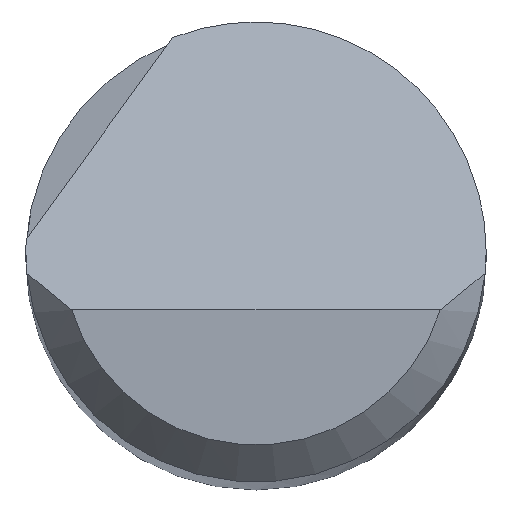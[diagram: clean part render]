
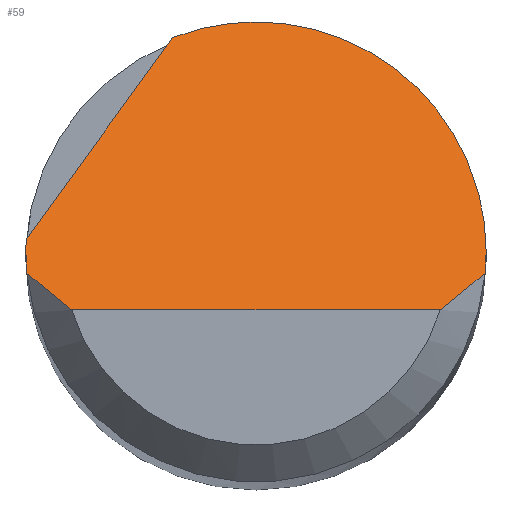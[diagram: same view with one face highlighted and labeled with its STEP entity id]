
A CAD part, top view. The second image highlights one B-rep face of the part: STEP entity #59.
In plain terms, the highlighted planar face has unit normal (0, 0.707, 0.707).
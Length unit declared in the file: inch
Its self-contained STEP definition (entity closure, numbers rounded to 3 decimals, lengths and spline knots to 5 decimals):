
#1 = DIRECTION ( 'NONE',  ( -0.456, -0.629, 0.629 ) ) ;
#4 = ORIENTED_EDGE ( 'NONE', *, *, #198, .F. ) ;
#23 = CARTESIAN_POINT ( 'NONE',  ( 0.09361, -0.00584, 1.98209 ) ) ;
#24 = CARTESIAN_POINT ( 'NONE',  ( -0.08761, -0.01397, 1.99022 ) ) ;
#28 = CARTESIAN_POINT ( 'NONE',  ( 0.09375, 0., 1.97625 ) ) ;
#32 = VERTEX_POINT ( 'NONE', #81 ) ;
#36 = EDGE_LOOP ( 'NONE', ( #252, #185, #238, #120, #287, #323, #4, #350 ) ) ;
#38 = LINE ( 'NONE', #179, #313 ) ;
#43 = DIRECTION ( 'NONE',  ( 0., 0.707, -0.707 ) ) ;
#51 = CARTESIAN_POINT ( 'NONE',  ( -0.09371, 0.00333, 1.97292 ) ) ;
#59 = ADVANCED_FACE ( 'NONE', ( #324 ), #111, .F. ) ;
#64 = CARTESIAN_POINT ( 'NONE',  ( -0.07508, -0.02375, 2. ) ) ;
#77 = CARTESIAN_POINT ( 'NONE',  ( 0.03379, 0.11369, 1.86256 ) ) ;
#79 = CARTESIAN_POINT ( 'NONE',  ( -0.09375, 0., 1.97625 ) ) ;
#80 = CARTESIAN_POINT ( 'NONE',  ( 0.08761, -0.01397, 1.99022 ) ) ;
#81 = CARTESIAN_POINT ( 'NONE',  ( -0.03394, 0.08739, 1.88886 ) ) ;
#92 = CARTESIAN_POINT ( 'NONE',  ( -0.09375, 0., 1.97625 ) ) ;
#101 = CARTESIAN_POINT ( 'NONE',  ( 0.09375, 0.07266, 1.90359 ) ) ;
#105 = DIRECTION ( 'NONE',  ( 1., 0., 0. ) ) ;
#106 = VERTEX_POINT ( 'NONE', #128 ) ;
#111 = PLANE ( 'NONE',  #268 ) ;
#120 = ORIENTED_EDGE ( 'NONE', *, *, #222, .F. ) ;
#128 = CARTESIAN_POINT ( 'NONE',  ( -0.09334, -0.00875, 1.985 ) ) ;
#135 = EDGE_CURVE ( 'NONE', #354, #325, #150, .T. ) ;
#136 = CARTESIAN_POINT ( 'NONE',  ( 0.09334, -0.00875, 1.985 ) ) ;
#150 =( BOUNDED_CURVE ( )  B_SPLINE_CURVE ( 3, ( #328, #265, #23, #335 ),
 .UNSPECIFIED., .F., .T. ) 
 B_SPLINE_CURVE_WITH_KNOTS ( ( 4, 4 ),
 ( 1.5708, 1.66427 ),
 .UNSPECIFIED. ) 
 CURVE ( )  GEOMETRIC_REPRESENTATION_ITEM ( )  RATIONAL_B_SPLINE_CURVE ( ( 1., 0.999, 0.999, 1. ) ) 
 REPRESENTATION_ITEM ( '' )  );
#151 = B_SPLINE_CURVE_WITH_KNOTS ( 'NONE', 3,
 ( #295, #398, #80, #405 ),
 .UNSPECIFIED., .F., .F.,
 ( 4, 4 ),
 ( 0., 0.00071 ),
 .UNSPECIFIED. ) ;
#157 = CARTESIAN_POINT ( 'NONE',  ( -0.07508, -0.02375, 2. ) ) ;
#159 = EDGE_CURVE ( 'NONE', #106, #289, #162, .T. ) ;
#160 = CARTESIAN_POINT ( 'NONE',  ( -0.09375, 0., 1.97625 ) ) ;
#162 = B_SPLINE_CURVE_WITH_KNOTS ( 'NONE', 3,
 ( #437, #24, #196, #157 ),
 .UNSPECIFIED., .F., .F.,
 ( 4, 4 ),
 ( 0., 0.00071 ),
 .UNSPECIFIED. ) ;
#175 = CARTESIAN_POINT ( 'NONE',  ( 0.09375, 0., 1.97625 ) ) ;
#179 = CARTESIAN_POINT ( 'NONE',  ( -0.11014, -0.01781, 1.99406 ) ) ;
#181 =( BOUNDED_CURVE ( )  B_SPLINE_CURVE ( 3, ( #394, #77, #101, #175 ),
 .UNSPECIFIED., .F., .T. ) 
 B_SPLINE_CURVE_WITH_KNOTS ( ( 4, 4 ),
 ( 5.91277, 7.85398 ),
 .UNSPECIFIED. ) 
 CURVE ( )  GEOMETRIC_REPRESENTATION_ITEM ( )  RATIONAL_B_SPLINE_CURVE ( ( 1., 0.71, 0.71, 1. ) ) 
 REPRESENTATION_ITEM ( '' )  );
#185 = ORIENTED_EDGE ( 'NONE', *, *, #424, .T. ) ;
#195 = CARTESIAN_POINT ( 'NONE',  ( -0.09375, 0.00167, 1.97458 ) ) ;
#196 = CARTESIAN_POINT ( 'NONE',  ( -0.08157, -0.019, 1.99525 ) ) ;
#198 = EDGE_CURVE ( 'NONE', #106, #218, #396, .T. ) ;
#202 = CARTESIAN_POINT ( 'NONE',  ( 0.07508, -0.02375, 2. ) ) ;
#216 = CARTESIAN_POINT ( 'NONE',  ( -0.09375, -0.02375, 2. ) ) ;
#217 = VERTEX_POINT ( 'NONE', #369 ) ;
#218 = VERTEX_POINT ( 'NONE', #92 ) ;
#222 = EDGE_CURVE ( 'NONE', #32, #354, #181, .T. ) ;
#238 = ORIENTED_EDGE ( 'NONE', *, *, #135, .F. ) ;
#250 = EDGE_CURVE ( 'NONE', #289, #361, #343, .T. ) ;
#252 = ORIENTED_EDGE ( 'NONE', *, *, #250, .T. ) ;
#258 = CARTESIAN_POINT ( 'NONE',  ( -0.09375, -0.00292, 1.97917 ) ) ;
#265 = CARTESIAN_POINT ( 'NONE',  ( 0.09375, -0.00292, 1.97917 ) ) ;
#268 = AXIS2_PLACEMENT_3D ( 'NONE', #216, #360, #43 ) ;
#272 = CARTESIAN_POINT ( 'NONE',  ( -0.09361, -0.00584, 1.98209 ) ) ;
#286 =( BOUNDED_CURVE ( )  B_SPLINE_CURVE ( 3, ( #160, #195, #51, #337 ),
 .UNSPECIFIED., .F., .F. ) 
 B_SPLINE_CURVE_WITH_KNOTS ( ( 4, 4 ),
 ( 4.71239, 4.76575 ),
 .UNSPECIFIED. ) 
 CURVE ( )  GEOMETRIC_REPRESENTATION_ITEM ( )  RATIONAL_B_SPLINE_CURVE ( ( 1., 1., 1., 1. ) ) 
 REPRESENTATION_ITEM ( '' )  );
#287 = ORIENTED_EDGE ( 'NONE', *, *, #308, .T. ) ;
#289 = VERTEX_POINT ( 'NONE', #64 ) ;
#295 = CARTESIAN_POINT ( 'NONE',  ( 0.07508, -0.02375, 2. ) ) ;
#308 = EDGE_CURVE ( 'NONE', #32, #217, #38, .T. ) ;
#313 = VECTOR ( 'NONE', #1, 39.37008 ) ;
#323 = ORIENTED_EDGE ( 'NONE', *, *, #388, .F. ) ;
#324 = FACE_OUTER_BOUND ( 'NONE', #36, .T. ) ;
#325 = VERTEX_POINT ( 'NONE', #136 ) ;
#328 = CARTESIAN_POINT ( 'NONE',  ( 0.09375, 0., 1.97625 ) ) ;
#335 = CARTESIAN_POINT ( 'NONE',  ( 0.09334, -0.00875, 1.985 ) ) ;
#337 = CARTESIAN_POINT ( 'NONE',  ( -0.09362, 0.005, 1.97125 ) ) ;
#343 = LINE ( 'NONE', #378, #427 ) ;
#350 = ORIENTED_EDGE ( 'NONE', *, *, #159, .T. ) ;
#354 = VERTEX_POINT ( 'NONE', #28 ) ;
#360 = DIRECTION ( 'NONE',  ( 0., -0.707, -0.707 ) ) ;
#361 = VERTEX_POINT ( 'NONE', #202 ) ;
#369 = CARTESIAN_POINT ( 'NONE',  ( -0.09362, 0.005, 1.97125 ) ) ;
#378 = CARTESIAN_POINT ( 'NONE',  ( 0., -0.02375, 2. ) ) ;
#388 = EDGE_CURVE ( 'NONE', #218, #217, #286, .T. ) ;
#394 = CARTESIAN_POINT ( 'NONE',  ( -0.03394, 0.08739, 1.88886 ) ) ;
#396 =( BOUNDED_CURVE ( )  B_SPLINE_CURVE ( 3, ( #397, #272, #258, #79 ),
 .UNSPECIFIED., .F., .T. ) 
 B_SPLINE_CURVE_WITH_KNOTS ( ( 4, 4 ),
 ( 4.61892, 4.71239 ),
 .UNSPECIFIED. ) 
 CURVE ( )  GEOMETRIC_REPRESENTATION_ITEM ( )  RATIONAL_B_SPLINE_CURVE ( ( 1., 0.999, 0.999, 1. ) ) 
 REPRESENTATION_ITEM ( '' )  );
#397 = CARTESIAN_POINT ( 'NONE',  ( -0.09334, -0.00875, 1.985 ) ) ;
#398 = CARTESIAN_POINT ( 'NONE',  ( 0.08157, -0.019, 1.99525 ) ) ;
#405 = CARTESIAN_POINT ( 'NONE',  ( 0.09334, -0.00875, 1.985 ) ) ;
#424 = EDGE_CURVE ( 'NONE', #361, #325, #151, .T. ) ;
#427 = VECTOR ( 'NONE', #105, 39.37008 ) ;
#437 = CARTESIAN_POINT ( 'NONE',  ( -0.09334, -0.00875, 1.985 ) ) ;
